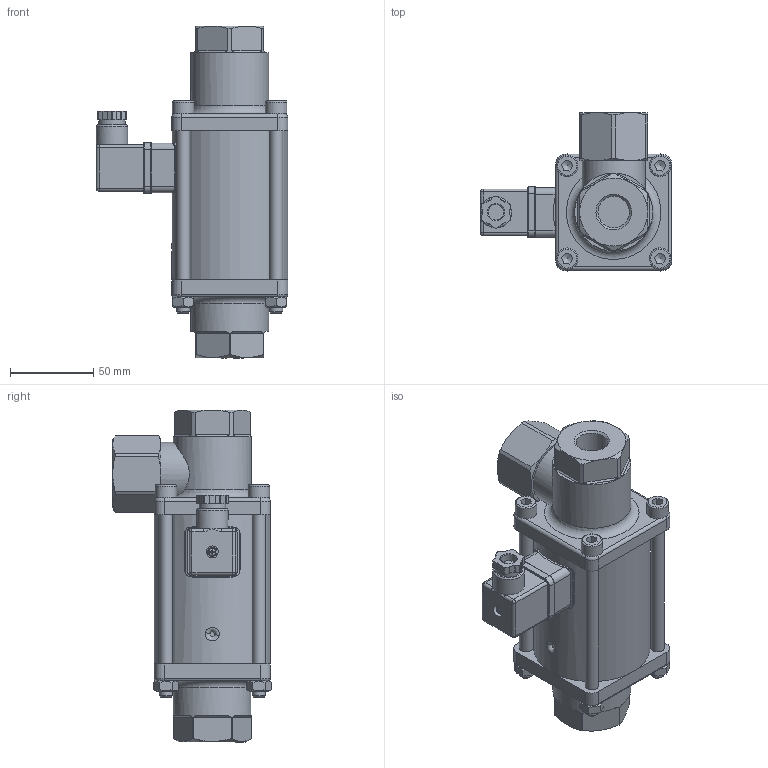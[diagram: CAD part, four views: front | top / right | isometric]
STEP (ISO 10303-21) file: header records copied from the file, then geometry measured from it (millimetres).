
FILE_DESCRIPTION(/* description */ (''),/* implementation_level */ '2;1');
FILE_NAME(/* name */ 'Typ 370 NC DN15 M0 G12.stp',/* time_stamp */ '2023-04-28T08:35:58+02:00',/* author */ ('SCanivar'),/* organization */ (''),/* preprocessor_version */ 'ST-DEVELOPER v18.1',/* originating_system */ 'Autodesk Inventor 2021',/* authorisation */ '');
FILE_SCHEMA (('AUTOMOTIVE_DESIGN { 1 0 10303 214 3 1 1 }'));
Length unit declared in the file: millimetre
Products named in the file (1): STEP-Modelle_Shrinkwrap_1
Bounding box: 115.4 x 95.51 x 200 mm (x, y, z)
Volume: 695521 mm3; surface area: 76474.2 mm2
Topology: 1 solids, 1 shells, 389 faces, 997 edges, 626 vertices
Faces by surface type: plane 202, cylinder 94, cone 51, torus 29, bspline 8, sphere 5
Full cylindrical faces by diameter (mm): 3 x1, 4.459 x2, 7.2 x1, 8 x8, 9.5 x1, 13 x4, 16 x1, 18.631 x1, 18.9 x1, 19 x2, 47 x2, 70 x1
Entity records: 13310 total; most frequent: CARTESIAN_POINT 3621, ORIENTED_EDGE 1972, DIRECTION 1939, EDGE_CURVE 986, AXIS2_PLACEMENT_3D 742, VERTEX_POINT 626, LINE 455, VECTOR 455
